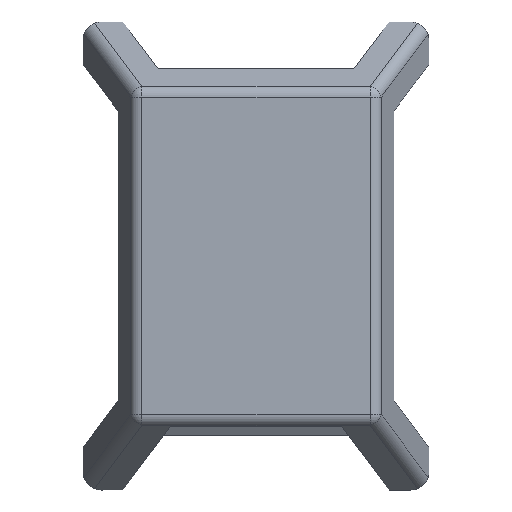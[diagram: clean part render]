
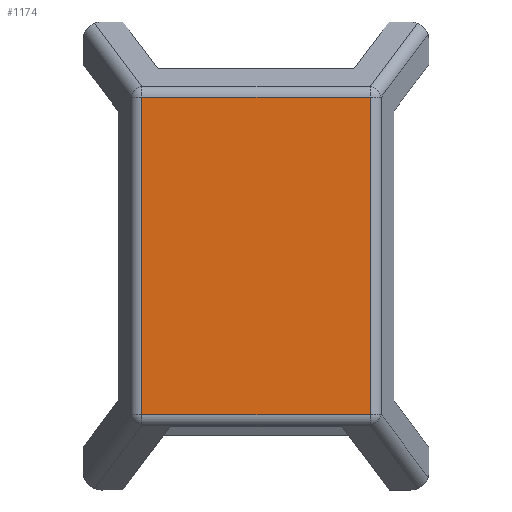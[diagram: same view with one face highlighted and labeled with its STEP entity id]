
A CAD part, top view. The second image highlights one B-rep face of the part: STEP entity #1174.
In plain terms, the highlighted planar face has unit normal (0, 0, 1).
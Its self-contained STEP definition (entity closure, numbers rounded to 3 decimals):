
#97=LINE('',#1789,#230);
#99=LINE('',#1799,#232);
#103=LINE('',#1825,#236);
#105=LINE('',#1842,#238);
#230=VECTOR('',#1433,10.);
#232=VECTOR('',#1445,10.);
#236=VECTOR('',#1461,10.);
#238=VECTOR('',#1467,10.);
#346=FACE_OUTER_BOUND('',#415,.T.);
#415=EDGE_LOOP('',(#898,#899,#900,#901));
#526=VERTEX_POINT('',#1775);
#530=VERTEX_POINT('',#1784);
#531=VERTEX_POINT('',#1791);
#536=VERTEX_POINT('',#1818);
#647=EDGE_CURVE('',#526,#530,#97,.T.);
#652=EDGE_CURVE('',#531,#526,#99,.T.);
#660=EDGE_CURVE('',#536,#531,#103,.T.);
#663=EDGE_CURVE('',#530,#536,#105,.T.);
#898=ORIENTED_EDGE('',*,*,#647,.F.);
#899=ORIENTED_EDGE('',*,*,#652,.F.);
#900=ORIENTED_EDGE('',*,*,#660,.F.);
#901=ORIENTED_EDGE('',*,*,#663,.F.);
#1111=PLANE('',#1282);
#1174=ADVANCED_FACE('',(#346),#1111,.T.);
#1282=AXIS2_PLACEMENT_3D('',#1917,#1511,#1512);
#1433=DIRECTION('',(0.,-1.,0.));
#1445=DIRECTION('',(1.,0.,0.));
#1461=DIRECTION('',(0.,1.,0.));
#1467=DIRECTION('',(-1.,0.,0.));
#1511=DIRECTION('center_axis',(0.,0.,
1.));
#1512=DIRECTION('ref_axis',(1.,0.,0.));
#1775=CARTESIAN_POINT('',(28.026,39.018,29.));
#1784=CARTESIAN_POINT('',(28.026,-39.018,29.));
#1789=CARTESIAN_POINT('',(28.026,28.75,29.));
#1791=CARTESIAN_POINT('',(-28.026,39.018,29.));
#1799=CARTESIAN_POINT('',(-21.25,39.018,29.));
#1818=CARTESIAN_POINT('',(-28.026,-39.018,29.));
#1825=CARTESIAN_POINT('',(-28.026,-28.75,29.));
#1842=CARTESIAN_POINT('',(21.25,-39.018,29.));
#1917=CARTESIAN_POINT('Origin',(0.,0.,
29.));
